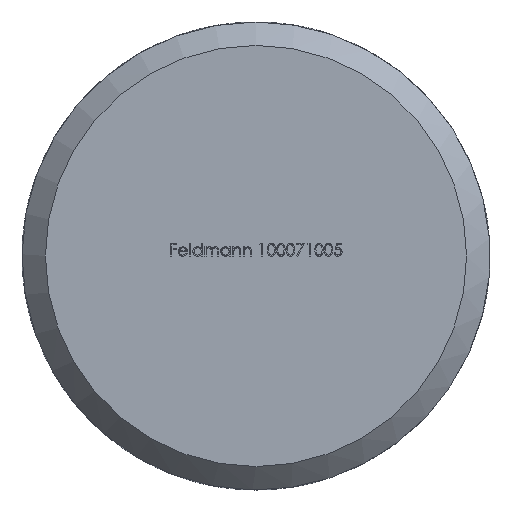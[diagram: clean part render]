
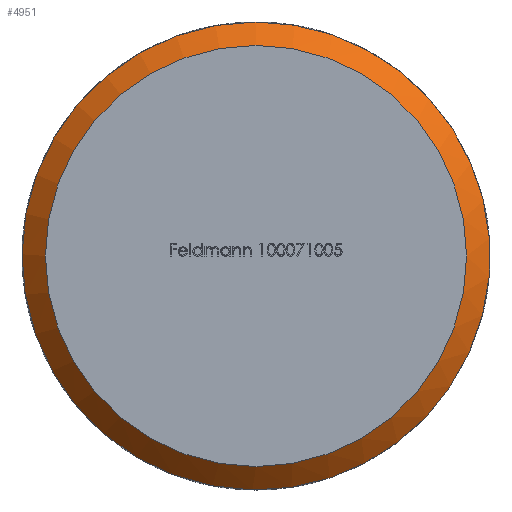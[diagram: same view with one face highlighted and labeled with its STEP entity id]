
A CAD part, front view. The second image highlights one B-rep face of the part: STEP entity #4951.
In plain terms, the highlighted conical face has half-angle 45 degrees and reference radius 10 mm.
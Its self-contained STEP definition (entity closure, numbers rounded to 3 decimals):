
#52 = CIRCLE ( 'NONE', #12732, 9. ) ;
#2101 = CARTESIAN_POINT ( 'NONE',  ( 0., 1., 10. ) ) ;
#2467 = FACE_OUTER_BOUND ( 'NONE', #14076, .T. ) ;
#2914 = EDGE_LOOP ( 'NONE', ( #11399 ) ) ;
#3093 = AXIS2_PLACEMENT_3D ( 'NONE', #11033, #6357, #7558 ) ;
#3137 = DIRECTION ( 'NONE',  ( 0., -1., 0. ) ) ;
#4477 = EDGE_CURVE ( 'NONE', #13899, #13899, #14721, .T. ) ;
#4951 = ADVANCED_FACE ( 'NONE', ( #12162, #2467 ), #9451, .T. ) ;
#5687 = DIRECTION ( 'NONE',  ( 0., 0., 1. ) ) ;
#6357 = DIRECTION ( 'NONE',  ( 0., 1., 0. ) ) ;
#7558 = DIRECTION ( 'NONE',  ( 0., 0., 1. ) ) ;
#9101 = CARTESIAN_POINT ( 'NONE',  ( 0., 0., 0. ) ) ;
#9451 = CONICAL_SURFACE ( 'NONE', #3093, 10., 0.785 ) ;
#10146 = EDGE_CURVE ( 'NONE', #10808, #10808, #52, .T. ) ;
#10808 = VERTEX_POINT ( 'NONE', #11608 ) ;
#11033 = CARTESIAN_POINT ( 'NONE',  ( 0., 1., 0. ) ) ;
#11203 = DIRECTION ( 'NONE',  ( 0., 1., 0. ) ) ;
#11342 = CARTESIAN_POINT ( 'NONE',  ( 0., 1., 0. ) ) ;
#11399 = ORIENTED_EDGE ( 'NONE', *, *, #10146, .F. ) ;
#11608 = CARTESIAN_POINT ( 'NONE',  ( 0., 0., 9. ) ) ;
#12162 = FACE_BOUND ( 'NONE', #2914, .T. ) ;
#12732 = AXIS2_PLACEMENT_3D ( 'NONE', #9101, #3137, #5687 ) ;
#13495 = ORIENTED_EDGE ( 'NONE', *, *, #4477, .F. ) ;
#13686 = DIRECTION ( 'NONE',  ( 0., 0., 1. ) ) ;
#13899 = VERTEX_POINT ( 'NONE', #2101 ) ;
#14076 = EDGE_LOOP ( 'NONE', ( #13495 ) ) ;
#14230 = AXIS2_PLACEMENT_3D ( 'NONE', #11342, #11203, #13686 ) ;
#14721 = CIRCLE ( 'NONE', #14230, 10. ) ;
